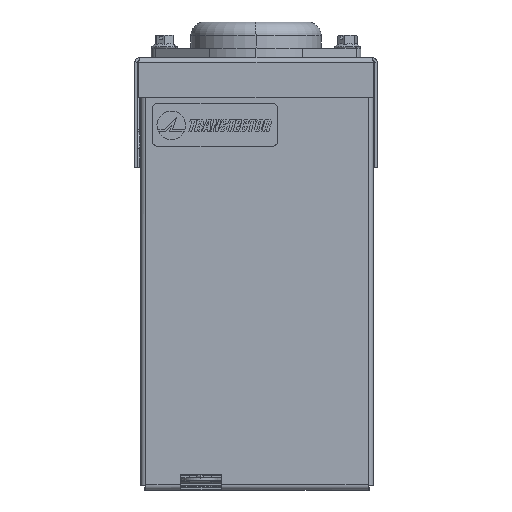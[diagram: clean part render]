
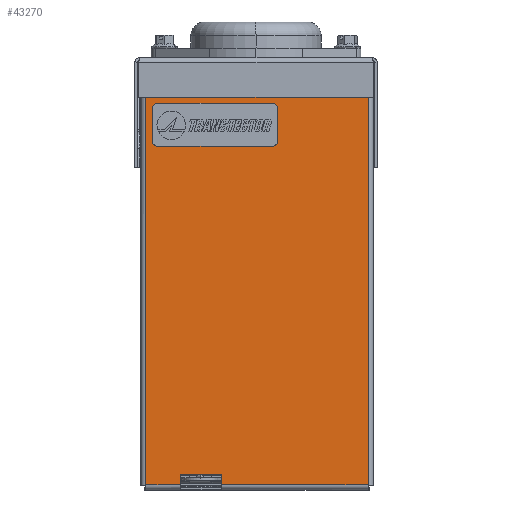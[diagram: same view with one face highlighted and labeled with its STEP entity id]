
A CAD part, top view. The second image highlights one B-rep face of the part: STEP entity #43270.
In plain terms, the highlighted planar face has unit normal (0, 0, 1).
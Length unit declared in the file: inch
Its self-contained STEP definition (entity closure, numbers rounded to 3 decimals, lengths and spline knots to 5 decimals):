
#6336 = AXIS2_PLACEMENT_3D ( 'NONE', #19722, #73171, #143708 ) ;
#12645 = VERTEX_POINT ( 'NONE', #131824 ) ;
#17787 = CARTESIAN_POINT ( 'NONE',  ( -0.7745, -4.6, 0. ) ) ;
#19722 = CARTESIAN_POINT ( 'NONE',  ( -2.54, -4.6, 0. ) ) ;
#22686 = EDGE_CURVE ( 'NONE', #79276, #67461, #227391, .T. ) ;
#27399 = ORIENTED_EDGE ( 'NONE', *, *, #209331, .T. ) ;
#27567 = CARTESIAN_POINT ( 'NONE',  ( -2.43, 4.51216, 0. ) ) ;
#34287 = ORIENTED_EDGE ( 'NONE', *, *, #22686, .F. ) ;
#36770 = ORIENTED_EDGE ( 'NONE', *, *, #178402, .T. ) ;
#38934 = DIRECTION ( 'NONE',  ( -1., 0., 0. ) ) ;
#41517 = CARTESIAN_POINT ( 'NONE',  ( -2.45216, -4.49, 0. ) ) ;
#42894 = VERTEX_POINT ( 'NONE', #57167 ) ;
#43270 = ADVANCED_FACE ( 'NONE', ( #76213 ), #56888, .T. ) ;
#44727 = VECTOR ( 'NONE', #163905, 39.37008 ) ;
#46109 = CARTESIAN_POINT ( 'NONE',  ( -1.67, -4.6, 0. ) ) ;
#54375 = VERTEX_POINT ( 'NONE', #120362 ) ;
#56888 = PLANE ( 'NONE',  #6336 ) ;
#57167 = CARTESIAN_POINT ( 'NONE',  ( 2.43, 4.49, 0. ) ) ;
#59128 = CARTESIAN_POINT ( 'NONE',  ( -1.67, -4.49, 0. ) ) ;
#63293 = EDGE_LOOP ( 'NONE', ( #218713, #127544, #122317, #153366, #126890, #27399, #36770, #34287 ) ) ;
#65415 = CARTESIAN_POINT ( 'NONE',  ( 2.43, -4.51216, 0. ) ) ;
#67461 = VERTEX_POINT ( 'NONE', #59128 ) ;
#69013 = CARTESIAN_POINT ( 'NONE',  ( -0.7745, -4.255, 0. ) ) ;
#73171 = DIRECTION ( 'NONE',  ( 0., 0., 1. ) ) ;
#76213 = FACE_OUTER_BOUND ( 'NONE', #63293, .T. ) ;
#79276 = VERTEX_POINT ( 'NONE', #116537 ) ;
#79908 = CARTESIAN_POINT ( 'NONE',  ( 2.45216, 4.49, 0. ) ) ;
#80585 = VERTEX_POINT ( 'NONE', #69013 ) ;
#87465 = CARTESIAN_POINT ( 'NONE',  ( -2.45216, -4.49, 0. ) ) ;
#87605 = CARTESIAN_POINT ( 'NONE',  ( -2.43, -4.49, 0. ) ) ;
#96079 = VERTEX_POINT ( 'NONE', #108748 ) ;
#107169 = EDGE_CURVE ( 'NONE', #42894, #12645, #112345, .T. ) ;
#108173 = EDGE_CURVE ( 'NONE', #96079, #80585, #175482, .T. ) ;
#108748 = CARTESIAN_POINT ( 'NONE',  ( -0.7745, -4.49, 0. ) ) ;
#109388 = CARTESIAN_POINT ( 'NONE',  ( -2.54, -4.255, 0. ) ) ;
#109842 = LINE ( 'NONE', #87465, #193112 ) ;
#112345 = LINE ( 'NONE', #79908, #178797 ) ;
#116537 = CARTESIAN_POINT ( 'NONE',  ( -1.67, -4.255, 0. ) ) ;
#116662 = DIRECTION ( 'NONE',  ( 0., -1., 0. ) ) ;
#120362 = CARTESIAN_POINT ( 'NONE',  ( 2.43, -4.49, 0. ) ) ;
#122317 = ORIENTED_EDGE ( 'NONE', *, *, #133099, .T. ) ;
#125199 = LINE ( 'NONE', #41517, #44727 ) ;
#126182 = EDGE_CURVE ( 'NONE', #80585, #79276, #167817, .T. ) ;
#126890 = ORIENTED_EDGE ( 'NONE', *, *, #107169, .T. ) ;
#127544 = ORIENTED_EDGE ( 'NONE', *, *, #108173, .F. ) ;
#131824 = CARTESIAN_POINT ( 'NONE',  ( -2.43, 4.49, 0. ) ) ;
#133099 = EDGE_CURVE ( 'NONE', #96079, #54375, #109842, .T. ) ;
#137454 = VECTOR ( 'NONE', #38934, 39.37008 ) ;
#139148 = LINE ( 'NONE', #27567, #205536 ) ;
#143708 = DIRECTION ( 'NONE',  ( 1., 0., 0. ) ) ;
#153366 = ORIENTED_EDGE ( 'NONE', *, *, #170098, .T. ) ;
#161004 = DIRECTION ( 'NONE',  ( 0., 1., 0. ) ) ;
#163905 = DIRECTION ( 'NONE',  ( 1., 0., 0. ) ) ;
#166145 = VERTEX_POINT ( 'NONE', #87605 ) ;
#167817 = LINE ( 'NONE', #109388, #137454 ) ;
#170098 = EDGE_CURVE ( 'NONE', #54375, #42894, #206970, .T. ) ;
#172278 = DIRECTION ( 'NONE',  ( 0., 1., 0. ) ) ;
#175482 = LINE ( 'NONE', #17787, #214148 ) ;
#178032 = DIRECTION ( 'NONE',  ( 1., 0., 0. ) ) ;
#178402 = EDGE_CURVE ( 'NONE', #166145, #67461, #125199, .T. ) ;
#178797 = VECTOR ( 'NONE', #221661, 39.37008 ) ;
#182176 = VECTOR ( 'NONE', #172278, 39.37008 ) ;
#185890 = VECTOR ( 'NONE', #187948, 39.37008 ) ;
#187948 = DIRECTION ( 'NONE',  ( 0., -1., 0. ) ) ;
#193112 = VECTOR ( 'NONE', #178032, 39.37008 ) ;
#205536 = VECTOR ( 'NONE', #116662, 39.37008 ) ;
#206970 = LINE ( 'NONE', #65415, #182176 ) ;
#209331 = EDGE_CURVE ( 'NONE', #12645, #166145, #139148, .T. ) ;
#214148 = VECTOR ( 'NONE', #161004, 39.37008 ) ;
#218713 = ORIENTED_EDGE ( 'NONE', *, *, #126182, .F. ) ;
#221661 = DIRECTION ( 'NONE',  ( -1., 0., 0. ) ) ;
#227391 = LINE ( 'NONE', #46109, #185890 ) ;
